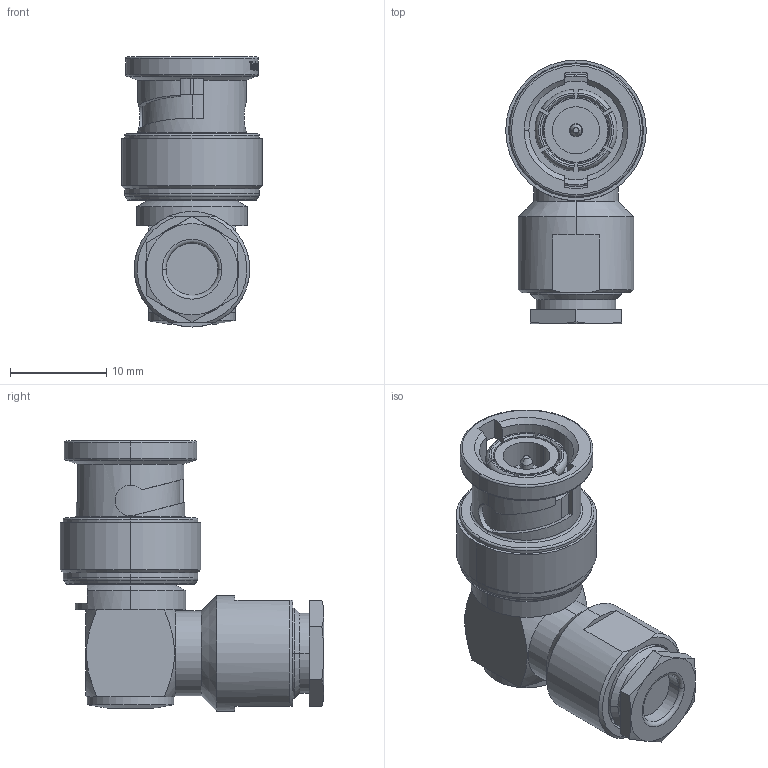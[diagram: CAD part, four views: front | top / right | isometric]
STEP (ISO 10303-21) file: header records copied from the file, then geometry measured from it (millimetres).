
FILE_DESCRIPTION (( 'STEP AP214' ), '1' );
FILE_NAME ('J01000A0075.STEP', '2019-07-02T14:23:10', ( '' ), ( '' ), 'SwSTEP 2.0', 'SolidWorks 2018', '' );
FILE_SCHEMA (( 'AUTOMOTIVE_DESIGN' ));
Length unit declared in the file: millimetre
Products named in the file (1): J01000A0075
Bounding box: 14.6 x 27.38 x 28.05 mm (x, y, z)
Volume: 4161.1 mm3; surface area: 2575.2 mm2
Topology: 1 solids, 1 shells, 343 faces, 876 edges, 565 vertices
Faces by surface type: plane 123, bspline 78, cylinder 77, cone 45, torus 20
Entity records: 17129 total; most frequent: CARTESIAN_POINT 5677, ORIENTED_EDGE 1752, DIRECTION 1369, EDGE_CURVE 876, VERTEX_POINT 565, AXIS2_PLACEMENT_3D 496, EDGE_LOOP 377, VECTOR 377
